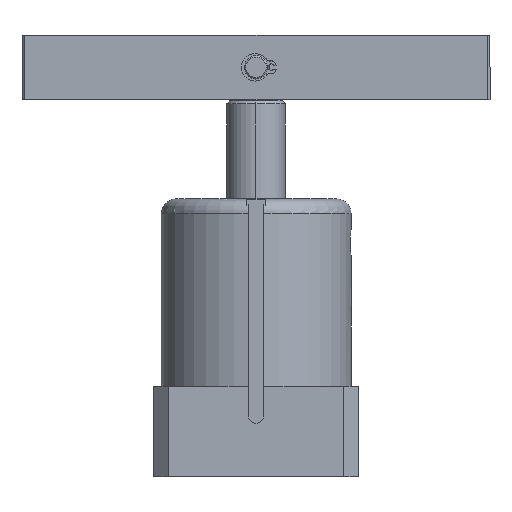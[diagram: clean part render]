
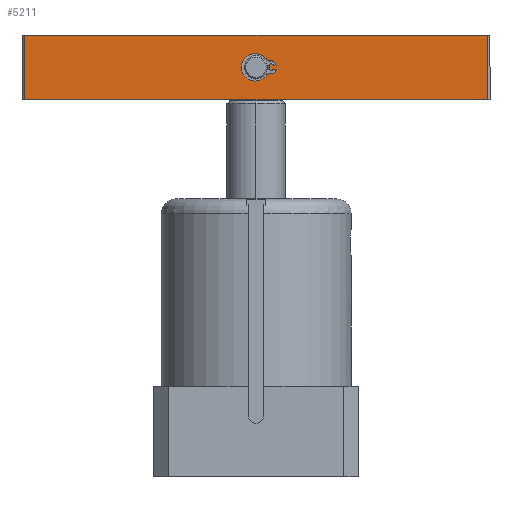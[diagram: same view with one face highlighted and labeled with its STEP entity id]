
A CAD part, left-side view. The second image highlights one B-rep face of the part: STEP entity #5211.
In plain terms, the highlighted face is planar.
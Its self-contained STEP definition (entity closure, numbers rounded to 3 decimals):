
#430 = DIRECTION ( 'NONE',  ( 0., 0., 1. ) ) ;
#431 = DIRECTION ( 'NONE',  ( 0., 1., 0. ) ) ;
#433 = PLANE ( 'NONE',  #7077 ) ;
#440 = CARTESIAN_POINT ( 'NONE',  ( -80., -11., 22. ) ) ;
#824 = CARTESIAN_POINT ( 'NONE',  ( 0., -11., 11. ) ) ;
#825 = DIRECTION ( 'NONE',  ( 0., 1., 0. ) ) ;
#826 = DIRECTION ( 'NONE',  ( 0., 0., 1. ) ) ;
#886 = CARTESIAN_POINT ( 'NONE',  ( -80., -11., 22. ) ) ;
#890 = CARTESIAN_POINT ( 'NONE',  ( -79., -11., 22. ) ) ;
#892 = DIRECTION ( 'NONE',  ( 0., 0., -1. ) ) ;
#893 = DIRECTION ( 'NONE',  ( 1., 0., 0. ) ) ;
#894 = CARTESIAN_POINT ( 'NONE',  ( 79., -11., 22. ) ) ;
#895 = DIRECTION ( 'NONE',  ( 0., 0., 1. ) ) ;
#896 = CARTESIAN_POINT ( 'NONE',  ( -80., -11., 0. ) ) ;
#897 = DIRECTION ( 'NONE',  ( 1., 0., 0. ) ) ;
#900 = CARTESIAN_POINT ( 'NONE',  ( 0., -11., 11. ) ) ;
#901 = DIRECTION ( 'NONE',  ( 0., 1., 0. ) ) ;
#902 = DIRECTION ( 'NONE',  ( 0., 0., 1. ) ) ;
#2731 = VERTEX_POINT ( 'NONE', #5223 ) ;
#2842 = VERTEX_POINT ( 'NONE', #6596 ) ;
#2869 = VERTEX_POINT ( 'NONE', #6557 ) ;
#2921 = VERTEX_POINT ( 'NONE', #3961 ) ;
#3503 = CIRCLE ( 'NONE', #7090, 4.5 ) ;
#3544 = FACE_OUTER_BOUND ( 'NONE', #6688, .T. ) ;
#3547 = FACE_BOUND ( 'NONE', #6689, .T. ) ;
#3961 = CARTESIAN_POINT ( 'NONE',  ( 0., -11., 15.5 ) ) ;
#4205 = VECTOR ( 'NONE', #897, 1000. ) ;
#4206 = CIRCLE ( 'NONE', #7099, 4.5 ) ;
#4207 = VECTOR ( 'NONE', #895, 1000. ) ;
#4208 = LINE ( 'NONE', #896, #4205 ) ;
#4209 = VECTOR ( 'NONE', #893, 1000. ) ;
#4210 = LINE ( 'NONE', #886, #4209 ) ;
#4211 = LINE ( 'NONE', #894, #4207 ) ;
#4212 = VECTOR ( 'NONE', #892, 1000. ) ;
#4215 = LINE ( 'NONE', #890, #4212 ) ;
#4938 = VERTEX_POINT ( 'NONE', #6429 ) ;
#4958 = VERTEX_POINT ( 'NONE', #7516 ) ;
#5211 = ADVANCED_FACE ( 'NONE', ( #3547, #3544 ), #433, .F. ) ;
#5223 = CARTESIAN_POINT ( 'NONE',  ( -79., -11., 0. ) ) ;
#5444 = ORIENTED_EDGE ( 'NONE', *, *, #6374, .T. ) ;
#5447 = ORIENTED_EDGE ( 'NONE', *, *, #6398, .T. ) ;
#5449 = ORIENTED_EDGE ( 'NONE', *, *, #6397, .T. ) ;
#5455 = ORIENTED_EDGE ( 'NONE', *, *, #6396, .T. ) ;
#5458 = ORIENTED_EDGE ( 'NONE', *, *, #6395, .F. ) ;
#5461 = ORIENTED_EDGE ( 'NONE', *, *, #6394, .T. ) ;
#6374 = EDGE_CURVE ( 'NONE', #2842, #2921, #3503, .T. ) ;
#6394 = EDGE_CURVE ( 'NONE', #4938, #2731, #4215, .T. ) ;
#6395 = EDGE_CURVE ( 'NONE', #4938, #4958, #4210, .T. ) ;
#6396 = EDGE_CURVE ( 'NONE', #2869, #4958, #4211, .T. ) ;
#6397 = EDGE_CURVE ( 'NONE', #2731, #2869, #4208, .T. ) ;
#6398 = EDGE_CURVE ( 'NONE', #2921, #2842, #4206, .T. ) ;
#6429 = CARTESIAN_POINT ( 'NONE',  ( -79., -11., 22. ) ) ;
#6557 = CARTESIAN_POINT ( 'NONE',  ( 79., -11., 0. ) ) ;
#6596 = CARTESIAN_POINT ( 'NONE',  ( 0., -11., 6.5 ) ) ;
#6688 = EDGE_LOOP ( 'NONE', ( #5449, #5455, #5458, #5461 ) ) ;
#6689 = EDGE_LOOP ( 'NONE', ( #5444, #5447 ) ) ;
#7077 = AXIS2_PLACEMENT_3D ( 'NONE', #440, #431, #430 ) ;
#7090 = AXIS2_PLACEMENT_3D ( 'NONE', #824, #825, #826 ) ;
#7099 = AXIS2_PLACEMENT_3D ( 'NONE', #900, #901, #902 ) ;
#7516 = CARTESIAN_POINT ( 'NONE',  ( 79., -11., 22. ) ) ;
